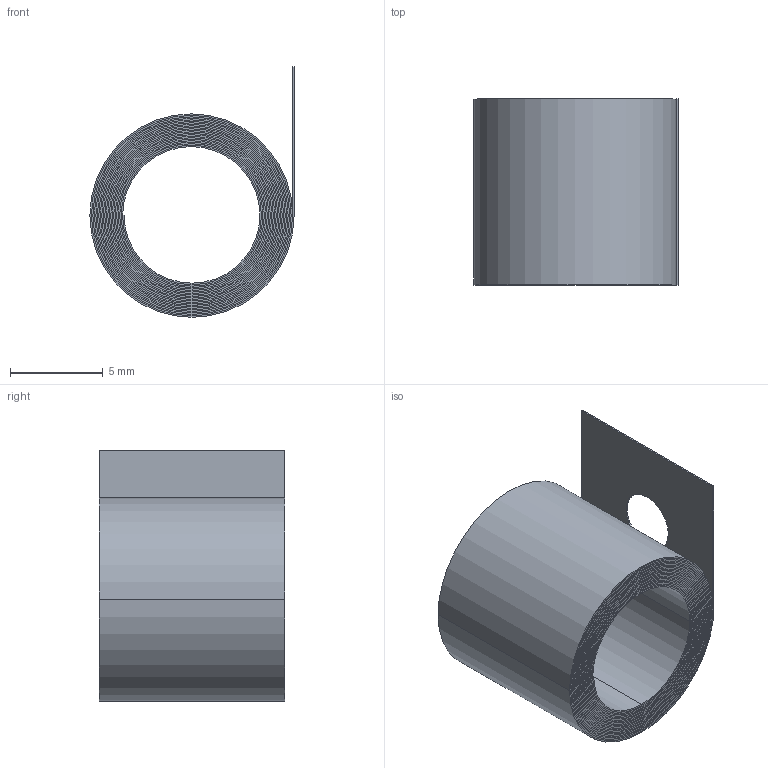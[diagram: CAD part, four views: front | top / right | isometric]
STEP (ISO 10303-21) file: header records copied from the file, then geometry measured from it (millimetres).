
FILE_DESCRIPTION (( 'STEP AP203' ), '1' );
FILE_NAME ('CN00260610_Spring.STEP', '2020-11-25T06:37:30', ( '' ), ( '' ), 'SwSTEP 2.0', 'SolidWorks 2020', '' );
FILE_SCHEMA (( 'CONFIG_CONTROL_DESIGN' ));
Length unit declared in the file: millimetre
Products named in the file (1): CN00260610_Spring
Bounding box: 10.98 x 10 x 13.48 mm (x, y, z)
Volume: 521.9 mm3; surface area: 13171.9 mm2
Topology: 1 solids, 1 shells, 144 faces, 426 edges, 284 vertices
Faces by surface type: cylinder 138, plane 6
Entity records: 5067 total; most frequent: DIRECTION 992, CARTESIAN_POINT 855, ORIENTED_EDGE 852, EDGE_CURVE 426, AXIS2_PLACEMENT_3D 421, VERTEX_POINT 284, CIRCLE 276, VECTOR 150
